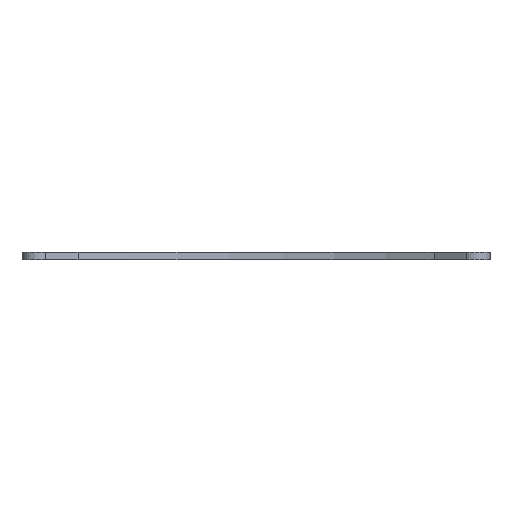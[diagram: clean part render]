
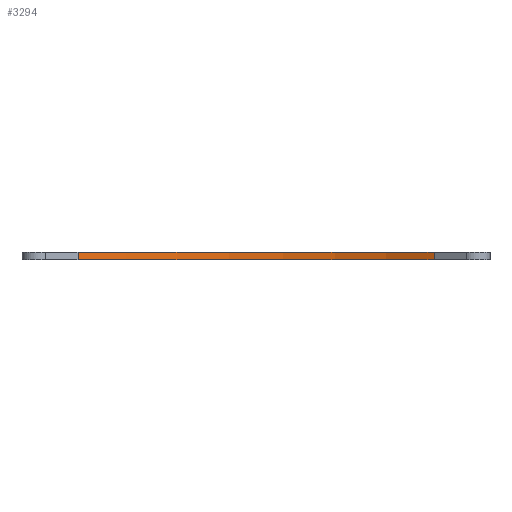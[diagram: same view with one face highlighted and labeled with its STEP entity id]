
A CAD part, front view. The second image highlights one B-rep face of the part: STEP entity #3294.
In plain terms, the highlighted cylindrical face has radius 118.566 mm (diameter 237.132 mm), a partial arc.
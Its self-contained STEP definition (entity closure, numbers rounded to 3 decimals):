
#257 = CARTESIAN_POINT ( 'NONE',  ( -57.421, -47.59, 2.5 ) ) ;
#416 = CARTESIAN_POINT ( 'NONE',  ( 0., -151.324, 2.5 ) ) ;
#518 = CARTESIAN_POINT ( 'NONE',  ( -57.421, -47.59, 2.5 ) ) ;
#629 = ORIENTED_EDGE ( 'NONE', *, *, #1355, .T. ) ;
#760 = CARTESIAN_POINT ( 'NONE',  ( -57.421, -47.59, 0. ) ) ;
#911 = CARTESIAN_POINT ( 'NONE',  ( 0., -151.324, 0. ) ) ;
#1064 = AXIS2_PLACEMENT_3D ( 'NONE', #416, #3157, #2871 ) ;
#1123 = AXIS2_PLACEMENT_3D ( 'NONE', #1711, #1365, #2964 ) ;
#1258 = DIRECTION ( 'NONE',  ( 0., 0., -1. ) ) ;
#1350 = VERTEX_POINT ( 'NONE', #257 ) ;
#1355 = EDGE_CURVE ( 'NONE', #1507, #2995, #2996, .T. ) ;
#1365 = DIRECTION ( 'NONE',  ( 0., 0., -1. ) ) ;
#1432 = CARTESIAN_POINT ( 'NONE',  ( 57.421, -47.59, 0. ) ) ;
#1507 = VERTEX_POINT ( 'NONE', #760 ) ;
#1689 = DIRECTION ( 'NONE',  ( 0., 0., -1. ) ) ;
#1711 = CARTESIAN_POINT ( 'NONE',  ( 0., -151.324, 2.5 ) ) ;
#1823 = CYLINDRICAL_SURFACE ( 'NONE', #1064, 118.566 ) ;
#1830 = VECTOR ( 'NONE', #1689, 1000. ) ;
#2010 = LINE ( 'NONE', #518, #3407 ) ;
#2061 = ORIENTED_EDGE ( 'NONE', *, *, #3951, .F. ) ;
#2542 = AXIS2_PLACEMENT_3D ( 'NONE', #911, #1258, #3113 ) ;
#2573 = EDGE_LOOP ( 'NONE', ( #629, #3836, #2061, #3309 ) ) ;
#2658 = EDGE_CURVE ( 'NONE', #3724, #2995, #3566, .T. ) ;
#2871 = DIRECTION ( 'NONE',  ( -1., 0., 0. ) ) ;
#2964 = DIRECTION ( 'NONE',  ( -1., 0., 0. ) ) ;
#2995 = VERTEX_POINT ( 'NONE', #1432 ) ;
#2996 = CIRCLE ( 'NONE', #2542, 118.566 ) ;
#3012 = DIRECTION ( 'NONE',  ( 0., 0., -1. ) ) ;
#3090 = EDGE_CURVE ( 'NONE', #1350, #1507, #2010, .T. ) ;
#3113 = DIRECTION ( 'NONE',  ( -1., 0., 0. ) ) ;
#3157 = DIRECTION ( 'NONE',  ( 0., 0., -1. ) ) ;
#3253 = CARTESIAN_POINT ( 'NONE',  ( 57.421, -47.59, 2.5 ) ) ;
#3294 = ADVANCED_FACE ( 'NONE', ( #3756 ), #1823, .F. ) ;
#3309 = ORIENTED_EDGE ( 'NONE', *, *, #3090, .T. ) ;
#3407 = VECTOR ( 'NONE', #3012, 1000. ) ;
#3474 = CIRCLE ( 'NONE', #1123, 118.566 ) ;
#3566 = LINE ( 'NONE', #3253, #1830 ) ;
#3724 = VERTEX_POINT ( 'NONE', #3939 ) ;
#3756 = FACE_OUTER_BOUND ( 'NONE', #2573, .T. ) ;
#3836 = ORIENTED_EDGE ( 'NONE', *, *, #2658, .F. ) ;
#3939 = CARTESIAN_POINT ( 'NONE',  ( 57.421, -47.59, 2.5 ) ) ;
#3951 = EDGE_CURVE ( 'NONE', #1350, #3724, #3474, .T. ) ;
